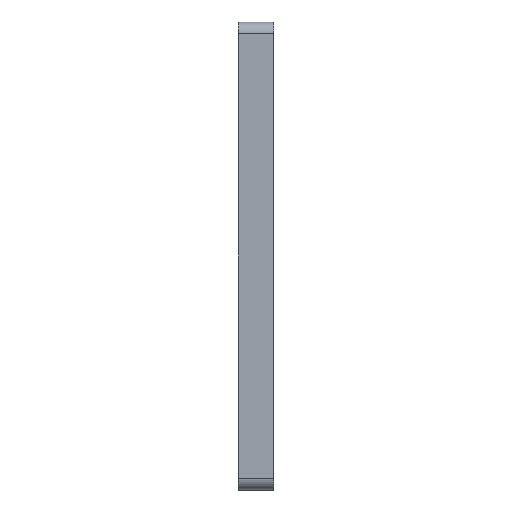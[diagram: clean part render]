
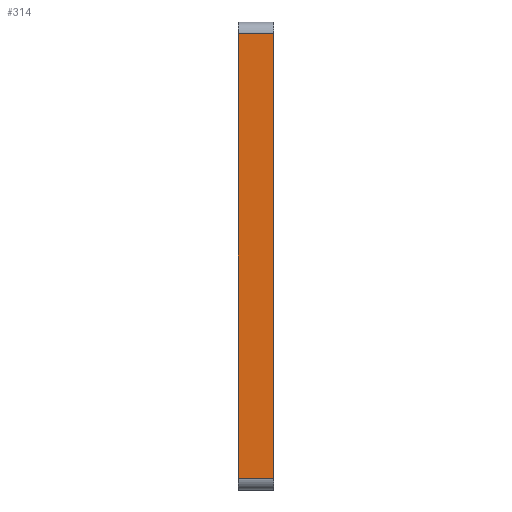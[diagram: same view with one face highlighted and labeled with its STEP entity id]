
A CAD part, left-side view. The second image highlights one B-rep face of the part: STEP entity #314.
In plain terms, the highlighted planar face has unit normal (-1, 0, 0).
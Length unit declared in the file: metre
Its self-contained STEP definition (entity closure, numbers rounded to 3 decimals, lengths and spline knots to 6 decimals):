
#314 = ADVANCED_FACE( 'NONE', ( #670 ), #671, .F. );
#670 = FACE_OUTER_BOUND( '', #1718, .T. );
#671 = PLANE( '', #1719 );
#1718 = EDGE_LOOP( '', ( #3245, #3246, #3247, #3248 ) );
#1719 = AXIS2_PLACEMENT_3D( '', #3249, #3250, #3251 );
#3245 = ORIENTED_EDGE( '', *, *, #3760, .T. );
#3246 = ORIENTED_EDGE( '', *, *, #3598, .T. );
#3247 = ORIENTED_EDGE( '', *, *, #3925, .F. );
#3248 = ORIENTED_EDGE( '', *, *, #3921, .T. );
#3249 = CARTESIAN_POINT( '', ( -0.0315, -0.007, 0. ) );
#3250 = DIRECTION( '', ( 1., 0., 0. ) );
#3251 = DIRECTION( '', ( 0., 1., 0. ) );
#3598 = EDGE_CURVE( 'NONE', #4263, #4260, #4264, .T. );
#3760 = EDGE_CURVE( 'NONE', #4537, #4263, #4538, .T. );
#3921 = EDGE_CURVE( 'NONE', #4773, #4537, #4776, .T. );
#3925 = EDGE_CURVE( 'NONE', #4773, #4260, #4780, .T. );
#4260 = VERTEX_POINT( 'NONE', #5951 );
#4263 = VERTEX_POINT( 'NONE', #5954 );
#4264 = LINE( '', #5955, #5956 );
#4537 = VERTEX_POINT( 'NONE', #7142 );
#4538 = LINE( '', #7143, #7144 );
#4773 = VERTEX_POINT( 'NONE', #7972 );
#4776 = LINE( '', #7976, #7977 );
#4780 = LINE( '', #7982, #7983 );
#5951 = CARTESIAN_POINT( '', ( -0.0315, 0., -0.019 ) );
#5954 = CARTESIAN_POINT( '', ( -0.0315, 0.003, -0.019 ) );
#5955 = CARTESIAN_POINT( '', ( -0.0315, -0.007, -0.019 ) );
#5956 = VECTOR( '', #8561, 1. );
#7142 = CARTESIAN_POINT( '', ( -0.0315, 0.003, 0.019 ) );
#7143 = CARTESIAN_POINT( '', ( -0.0315, 0.003, 0. ) );
#7144 = VECTOR( '', #8681, 1. );
#7972 = CARTESIAN_POINT( '', ( -0.0315, 0., 0.019 ) );
#7976 = CARTESIAN_POINT( '', ( -0.0315, 0.003, 0.019 ) );
#7977 = VECTOR( '', #8870, 1. );
#7982 = CARTESIAN_POINT( '', ( -0.0315, 0., 0. ) );
#7983 = VECTOR( '', #8872, 1. );
#8561 = DIRECTION( '', ( 0., -1., 0. ) );
#8681 = DIRECTION( '', ( 0., 0., -1. ) );
#8870 = DIRECTION( '', ( 0., 1., 0. ) );
#8872 = DIRECTION( '', ( 0., 0., -1. ) );
